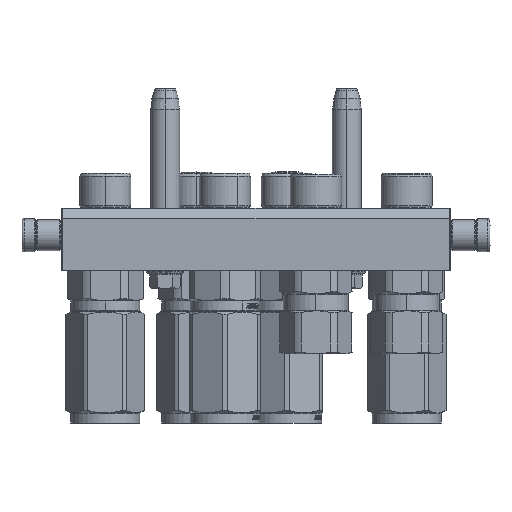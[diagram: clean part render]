
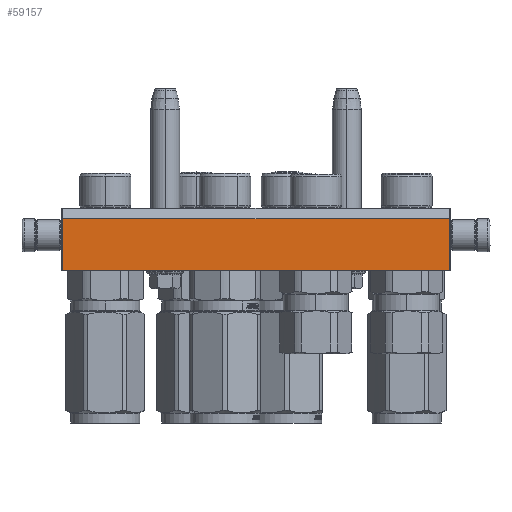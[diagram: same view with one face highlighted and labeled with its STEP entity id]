
A CAD part, left-side view. The second image highlights one B-rep face of the part: STEP entity #59157.
In plain terms, the highlighted face is planar.
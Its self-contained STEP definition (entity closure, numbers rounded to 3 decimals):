
#1701 = CARTESIAN_POINT ( 'NONE',  ( -93.5, 15., -45. ) ) ;
#2263 = CARTESIAN_POINT ( 'NONE',  ( 93.5, 15., -45. ) ) ;
#7780 = VECTOR ( 'NONE', #30352, 1000. ) ;
#8476 = VECTOR ( 'NONE', #63408, 1000. ) ;
#9160 = DIRECTION ( 'NONE',  ( 0., 1., 0. ) ) ;
#9837 = DIRECTION ( 'NONE',  ( 0., 0., -1. ) ) ;
#12444 = ORIENTED_EDGE ( 'NONE', *, *, #71727, .F. ) ;
#12594 = VERTEX_POINT ( 'NONE', #2263 ) ;
#13759 = VERTEX_POINT ( 'NONE', #16122 ) ;
#14151 = ORIENTED_EDGE ( 'NONE', *, *, #17078, .T. ) ;
#16122 = CARTESIAN_POINT ( 'NONE',  ( 93.5, -10., -45. ) ) ;
#17078 = EDGE_CURVE ( 'NONE', #62305, #74817, #26080, .T. ) ;
#23900 = ORIENTED_EDGE ( 'NONE', *, *, #76341, .F. ) ;
#26080 = LINE ( 'NONE', #47184, #57859 ) ;
#26190 = CARTESIAN_POINT ( 'NONE',  ( -93.5, -10., -45. ) ) ;
#30352 = DIRECTION ( 'NONE',  ( -1., 0., 0. ) ) ;
#30826 = VECTOR ( 'NONE', #67045, 1000. ) ;
#33937 = EDGE_LOOP ( 'NONE', ( #23900, #35191, #12444, #14151 ) ) ;
#34634 = LINE ( 'NONE', #48676, #7780 ) ;
#35191 = ORIENTED_EDGE ( 'NONE', *, *, #57857, .F. ) ;
#36245 = LINE ( 'NONE', #76989, #8476 ) ;
#47184 = CARTESIAN_POINT ( 'NONE',  ( -93.5, -10., -45. ) ) ;
#48676 = CARTESIAN_POINT ( 'NONE',  ( 93.5, 15., -45. ) ) ;
#55709 = LINE ( 'NONE', #79005, #30826 ) ;
#57857 = EDGE_CURVE ( 'NONE', #13759, #12594, #36245, .T. ) ;
#57859 = VECTOR ( 'NONE', #9160, 1000. ) ;
#59157 = ADVANCED_FACE ( 'NONE', ( #80643 ), #79966, .T. ) ;
#61095 = DIRECTION ( 'NONE',  ( -1., 0., 0. ) ) ;
#62305 = VERTEX_POINT ( 'NONE', #26190 ) ;
#63408 = DIRECTION ( 'NONE',  ( 0., 1., 0. ) ) ;
#67045 = DIRECTION ( 'NONE',  ( 1., 0., 0. ) ) ;
#71727 = EDGE_CURVE ( 'NONE', #62305, #13759, #55709, .T. ) ;
#73812 = CARTESIAN_POINT ( 'NONE',  ( 94., -15., -45. ) ) ;
#74189 = AXIS2_PLACEMENT_3D ( 'NONE', #73812, #9837, #61095 ) ;
#74817 = VERTEX_POINT ( 'NONE', #1701 ) ;
#76341 = EDGE_CURVE ( 'NONE', #12594, #74817, #34634, .T. ) ;
#76989 = CARTESIAN_POINT ( 'NONE',  ( 93.5, -10., -45. ) ) ;
#79005 = CARTESIAN_POINT ( 'NONE',  ( -93.5, -10., -45. ) ) ;
#79966 = PLANE ( 'NONE',  #74189 ) ;
#80643 = FACE_OUTER_BOUND ( 'NONE', #33937, .T. ) ;
